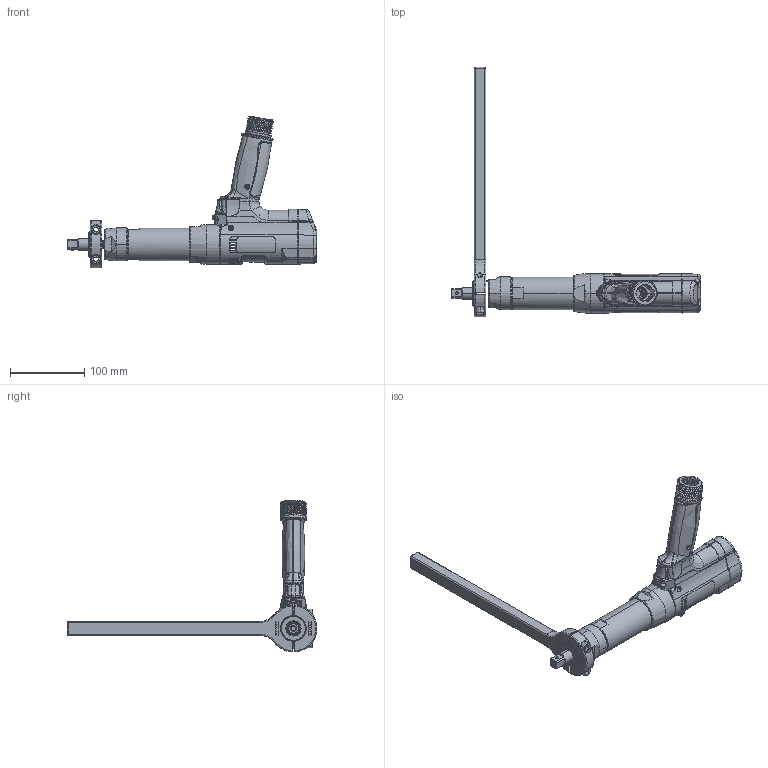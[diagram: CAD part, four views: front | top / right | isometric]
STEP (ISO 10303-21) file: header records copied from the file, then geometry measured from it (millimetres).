
FILE_DESCRIPTION((''),'2;1');
FILE_NAME('EB34PB1-105','2012-01-31T',('MAM0508'),(''),'PRO/ENGINEER BY PARAMETRIC TECHNOLOGY CORPORATION, 2010430','PRO/ENGINEER BY PARAMETRIC TECHNOLOGY CORPORATION, 2010430','');
FILE_SCHEMA(('CONFIG_CONTROL_DESIGN'));
Length unit declared in the file: inch
Products named in the file (1): EB34PB1-105
Bounding box: 335.59 x 336.55 x 204.61 mm (x, y, z)
Surface area: 174806.8 mm2 (no closed solid volume)
Topology: 0 solids, 139 shells, 1531 faces, 7139 edges, 5499 vertices
Faces by surface type: plane 532, cylinder 447, bspline 268, cone 137, torus 107, sphere 21, extrusion 19
Entity records: 98016 total; most frequent: CARTESIAN_POINT 48359, ORIENTED_EDGE 9899, DIRECTION 8151, EDGE_CURVE 7127, VERTEX_POINT 5499, VECTOR 2897, B_SPLINE_CURVE_WITH_KNOTS 2885, LINE 2878
